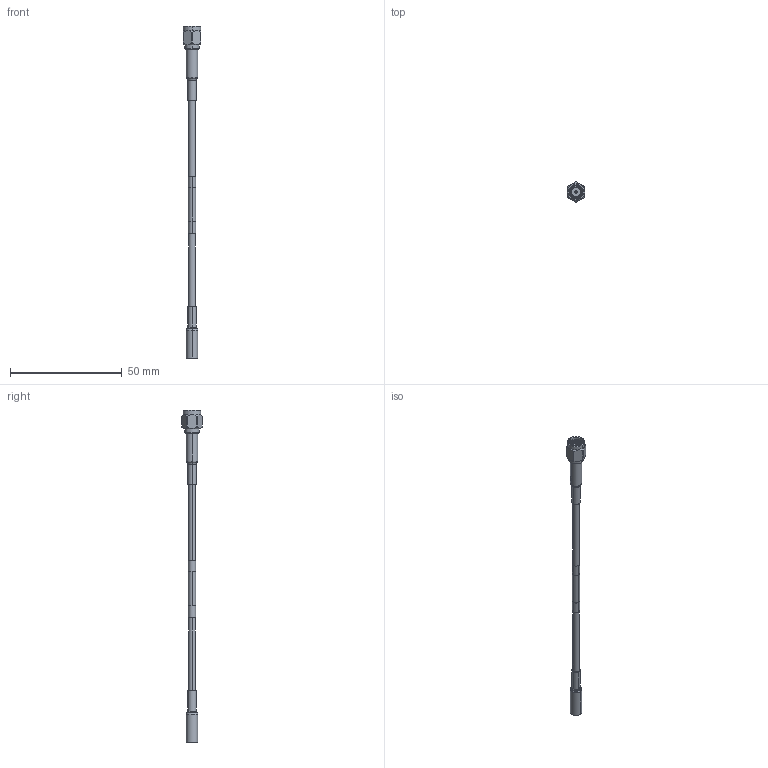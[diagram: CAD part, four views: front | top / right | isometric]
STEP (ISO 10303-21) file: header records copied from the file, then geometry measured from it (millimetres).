
FILE_DESCRIPTION (( 'STEP AP214' ), '1' );
FILE_NAME ('FMCA9994_3D.step', '2024-01-26T20:40:52', ( '' ), ( '' ), 'SwSTEP 2.0', 'SolidWorks 2022', '' );
FILE_SCHEMA (( 'AUTOMOTIVE_DESIGN' ));
Length unit declared in the file: inch
Products named in the file (5): SC7060; HeatShrink-RG174A; 1AW01-003_.126 ID; FMCA9994_3D; RG188-DS
Assembly tree (5 placements, depth 2):
  FMCA9994_3D
    HeatShrink-RG174A  x2
    RG188-DS
    1AW01-003_.126 ID
    SC7060
Bounding box: 7.94 x 8.99 x 148.72 mm (x, y, z)
Volume: 1675.3 mm3; surface area: 3894.9 mm2
Topology: 7 solids, 7 shells, 248 faces, 608 edges, 387 vertices
Faces by surface type: cylinder 107, plane 93, cone 27, torus 18, bspline 3
Entity records: 8320 total; most frequent: CARTESIAN_POINT 2241, DIRECTION 1183, ORIENTED_EDGE 1128, EDGE_CURVE 564, AXIS2_PLACEMENT_3D 438, VERTEX_POINT 363, LINE 307, VECTOR 307
